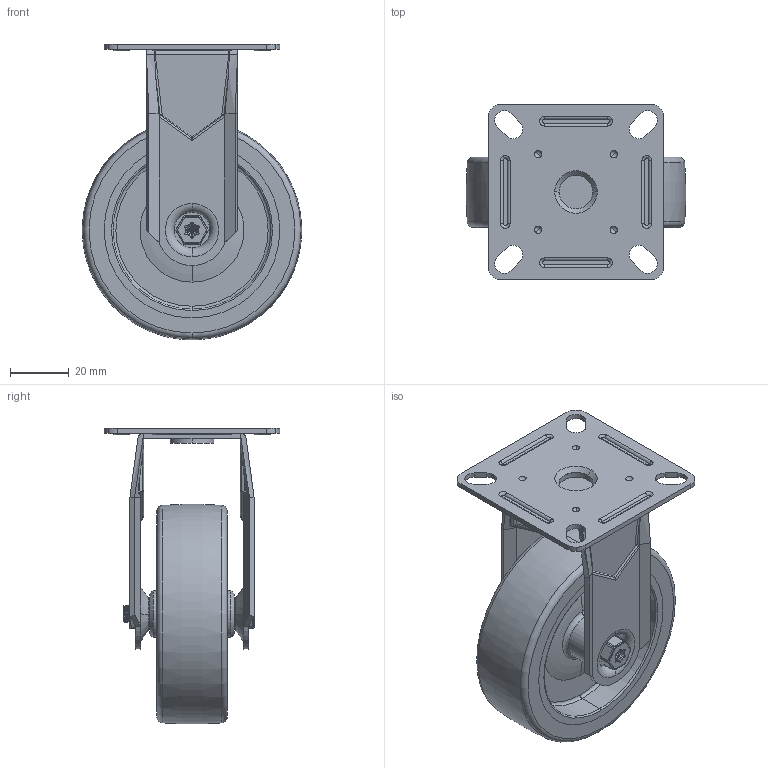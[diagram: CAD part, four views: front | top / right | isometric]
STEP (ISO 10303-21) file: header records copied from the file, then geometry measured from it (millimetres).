
FILE_DESCRIPTION(('STEP AP203'),'1');
FILE_NAME('BZRAF75VGR.STEP','2023-05-26T14:34:56',(' '),(' '),'Spatial InterOp 3D',' ',' ');
FILE_SCHEMA(('CONFIG_CONTROL_DESIGN'));
Length unit declared in the file: metre
Products named in the file (13): BZRAF75AS; ZINC PLATED PRESSED STEEL TOP PLATE; ZINC PLATED PRESSED STEEL FORKS; BZRAF75VGR; BZL75WVGR8; POLYPROPYLENE RIM; THERMOPLASTIC RUBBER TYRE; TUBEM8X31; ZINC PLATED AXLE TUBE; BOLTBZRA6MM; ZINC PLATED AXLE BOLT; NM6GR8HALFGR8; ZINC PLATED LOCKING NUT
Assembly tree (12 placements, depth 3):
  BZRAF75VGR
    BZRAF75AS
      ZINC PLATED PRESSED STEEL TOP PLATE
      ZINC PLATED PRESSED STEEL FORKS
    BZL75WVGR8
      POLYPROPYLENE RIM
      THERMOPLASTIC RUBBER TYRE
    TUBEM8X31
      ZINC PLATED AXLE TUBE
    BOLTBZRA6MM
      ZINC PLATED AXLE BOLT
    NM6GR8HALFGR8
      ZINC PLATED LOCKING NUT
Bounding box: 74.86 x 60 x 100.96 mm (x, y, z)
Volume: 81279 mm3; surface area: 50135.9 mm2
Topology: 7 solids, 7 shells, 491 faces, 1229 edges, 772 vertices
Faces by surface type: cylinder 214, plane 107, torus 88, bspline 52, cone 30
Entity records: 39060 total; most frequent: CARTESIAN_POINT 26802, DIRECTION 2454, ORIENTED_EDGE 2446, EDGE_CURVE 1223, AXIS2_PLACEMENT_3D 1024, VERTEX_POINT 772, EDGE_LOOP 539, CIRCLE 539
